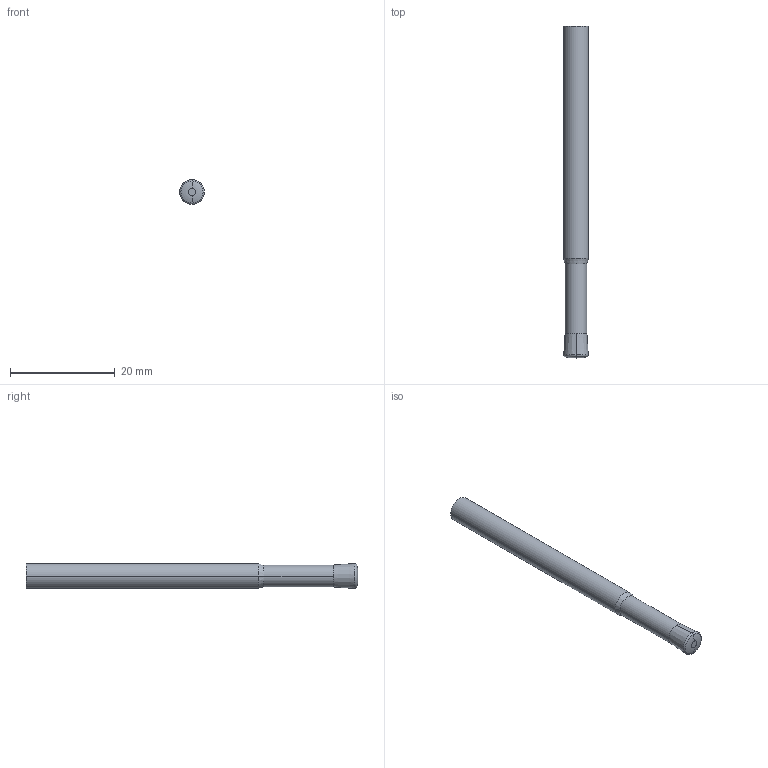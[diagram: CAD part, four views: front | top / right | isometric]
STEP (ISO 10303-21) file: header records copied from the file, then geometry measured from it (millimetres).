
FILE_DESCRIPTION (( 'STEP AP214' ), '1' );
FILE_NAME ('82667.STEP', '2023-07-12T14:03:33', ( '' ), ( '' ), 'SwSTEP 2.0', 'SolidWorks 2023', '' );
FILE_SCHEMA (( 'AUTOMOTIVE_DESIGN' ));
Length unit declared in the file: inch
Products named in the file (1): 82667
Bounding box: 4.76 x 63.5 x 4.76 mm (x, y, z)
Volume: 1064.9 mm3; surface area: 980 mm2
Topology: 2 solids, 2 shells, 16 faces, 28 edges, 16 vertices
Faces by surface type: cylinder 4, cone 4, plane 4, torus 4
Entity records: 530 total; most frequent: DIRECTION 82, CARTESIAN_POINT 61, ORIENTED_EDGE 56, AXIS2_PLACEMENT_3D 37, EDGE_CURVE 28, CIRCLE 20, VERTEX_POINT 16, ADVANCED_FACE 16
